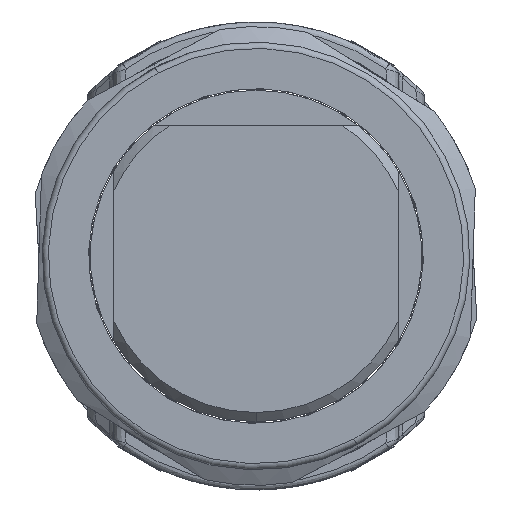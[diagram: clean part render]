
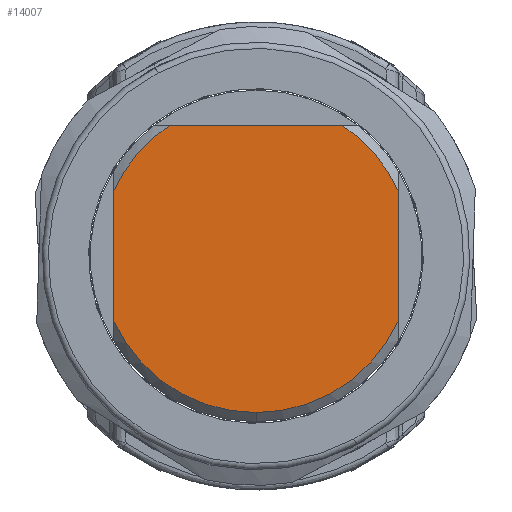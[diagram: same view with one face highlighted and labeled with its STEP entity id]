
A CAD part, front view. The second image highlights one B-rep face of the part: STEP entity #14007.
In plain terms, the highlighted planar face has unit normal (0, -1, 0).
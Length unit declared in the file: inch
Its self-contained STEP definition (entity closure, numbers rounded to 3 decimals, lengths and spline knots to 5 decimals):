
#258 = CIRCLE ( 'NONE', #16255, 0.99409 ) ;
#513 = ORIENTED_EDGE ( 'NONE', *, *, #8768, .T. ) ;
#518 = EDGE_CURVE ( 'NONE', #8664, #22651, #10797, .T. ) ;
#573 = EDGE_CURVE ( 'NONE', #20775, #3152, #14721, .T. ) ;
#1016 = CIRCLE ( 'NONE', #14349, 0.99409 ) ;
#1133 = AXIS2_PLACEMENT_3D ( 'NONE', #3018, #6362, #22916 ) ;
#1495 = DIRECTION ( 'NONE',  ( 0., 0., 1. ) ) ;
#1846 = DIRECTION ( 'NONE',  ( 0., 0., 1. ) ) ;
#2284 = CIRCLE ( 'NONE', #1133, 0.99409 ) ;
#2295 = CARTESIAN_POINT ( 'NONE',  ( -0.55197, -2.00787, 0.82677 ) ) ;
#2637 = EDGE_CURVE ( 'NONE', #19969, #16272, #16631, .T. ) ;
#2680 = CARTESIAN_POINT ( 'NONE',  ( 0.90551, -2.00787, 0.41021 ) ) ;
#2789 = CARTESIAN_POINT ( 'NONE',  ( -0.90551, -2.00787, -0.41021 ) ) ;
#3018 = CARTESIAN_POINT ( 'NONE',  ( 0., -2.00787, 0. ) ) ;
#3152 = VERTEX_POINT ( 'NONE', #5111 ) ;
#4251 = ORIENTED_EDGE ( 'NONE', *, *, #2637, .F. ) ;
#5031 = CARTESIAN_POINT ( 'NONE',  ( 0., -2.00787, -0.99409 ) ) ;
#5111 = CARTESIAN_POINT ( 'NONE',  ( 0.55197, -2.00787, 0.82677 ) ) ;
#5428 = DIRECTION ( 'NONE',  ( 0., -1., 0. ) ) ;
#5430 = EDGE_CURVE ( 'NONE', #22651, #3152, #16205, .T. ) ;
#5784 = CARTESIAN_POINT ( 'NONE',  ( -0.90551, -2.00787, 0.41021 ) ) ;
#5896 = DIRECTION ( 'NONE',  ( 1., 0., 0. ) ) ;
#5984 = ORIENTED_EDGE ( 'NONE', *, *, #13669, .T. ) ;
#6362 = DIRECTION ( 'NONE',  ( 0., -1., 0. ) ) ;
#6380 = AXIS2_PLACEMENT_3D ( 'NONE', #10799, #16521, #1846 ) ;
#7396 = VECTOR ( 'NONE', #22441, 39.37008 ) ;
#8531 = VECTOR ( 'NONE', #1495, 39.37008 ) ;
#8592 = CARTESIAN_POINT ( 'NONE',  ( 0.90551, -2.00787, -0.41021 ) ) ;
#8664 = VERTEX_POINT ( 'NONE', #8592 ) ;
#8691 = DIRECTION ( 'NONE',  ( 0., -1., 0. ) ) ;
#8768 = EDGE_CURVE ( 'NONE', #20775, #16272, #258, .T. ) ;
#9739 = ORIENTED_EDGE ( 'NONE', *, *, #15777, .T. ) ;
#9999 = CARTESIAN_POINT ( 'NONE',  ( 0., -2.00787, 0. ) ) ;
#10091 = AXIS2_PLACEMENT_3D ( 'NONE', #21629, #5428, #17820 ) ;
#10675 = PLANE ( 'NONE',  #6380 ) ;
#10797 = LINE ( 'NONE', #16164, #8531 ) ;
#10799 = CARTESIAN_POINT ( 'NONE',  ( 0., -2.00787, 0. ) ) ;
#11662 = DIRECTION ( 'NONE',  ( 0., 0., 1. ) ) ;
#12053 = VERTEX_POINT ( 'NONE', #5031 ) ;
#12293 = ORIENTED_EDGE ( 'NONE', *, *, #573, .F. ) ;
#13387 = ORIENTED_EDGE ( 'NONE', *, *, #5430, .T. ) ;
#13669 = EDGE_CURVE ( 'NONE', #12053, #8664, #1016, .T. ) ;
#14007 = ADVANCED_FACE ( 'NONE', ( #16636 ), #10675, .T. ) ;
#14057 = DIRECTION ( 'NONE',  ( 0., 0., 1. ) ) ;
#14349 = AXIS2_PLACEMENT_3D ( 'NONE', #9999, #8691, #14057 ) ;
#14636 = VECTOR ( 'NONE', #5896, 39.37008 ) ;
#14721 = LINE ( 'NONE', #22213, #14636 ) ;
#15777 = EDGE_CURVE ( 'NONE', #19969, #12053, #2284, .T. ) ;
#16164 = CARTESIAN_POINT ( 'NONE',  ( 0.90551, -2.00787, -0.68898 ) ) ;
#16205 = CIRCLE ( 'NONE', #10091, 0.99409 ) ;
#16255 = AXIS2_PLACEMENT_3D ( 'NONE', #20042, #20267, #11662 ) ;
#16272 = VERTEX_POINT ( 'NONE', #5784 ) ;
#16521 = DIRECTION ( 'NONE',  ( 0., -1., 0. ) ) ;
#16631 = LINE ( 'NONE', #16853, #7396 ) ;
#16636 = FACE_OUTER_BOUND ( 'NONE', #19561, .T. ) ;
#16853 = CARTESIAN_POINT ( 'NONE',  ( -0.90551, -2.00787, -0.68898 ) ) ;
#17820 = DIRECTION ( 'NONE',  ( 0., 0., 1. ) ) ;
#19561 = EDGE_LOOP ( 'NONE', ( #23471, #13387, #12293, #513, #4251, #9739, #5984 ) ) ;
#19969 = VERTEX_POINT ( 'NONE', #2789 ) ;
#20042 = CARTESIAN_POINT ( 'NONE',  ( 0., -2.00787, 0. ) ) ;
#20267 = DIRECTION ( 'NONE',  ( 0., -1., 0. ) ) ;
#20775 = VERTEX_POINT ( 'NONE', #2295 ) ;
#21629 = CARTESIAN_POINT ( 'NONE',  ( 0., -2.00787, 0. ) ) ;
#22213 = CARTESIAN_POINT ( 'NONE',  ( -0.98425, -2.00787, 0.82677 ) ) ;
#22441 = DIRECTION ( 'NONE',  ( 0., 0., 1. ) ) ;
#22651 = VERTEX_POINT ( 'NONE', #2680 ) ;
#22916 = DIRECTION ( 'NONE',  ( 0., 0., 1. ) ) ;
#23471 = ORIENTED_EDGE ( 'NONE', *, *, #518, .T. ) ;
